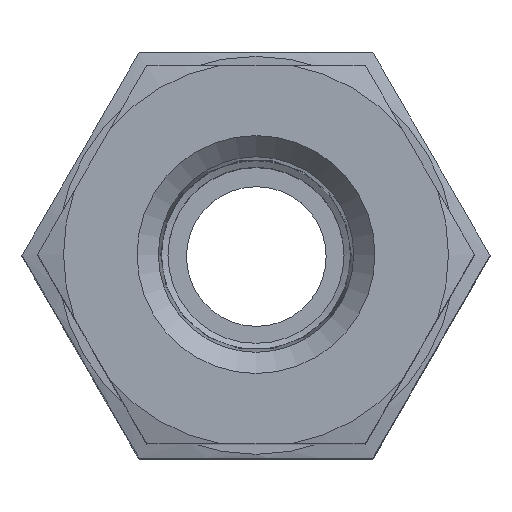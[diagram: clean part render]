
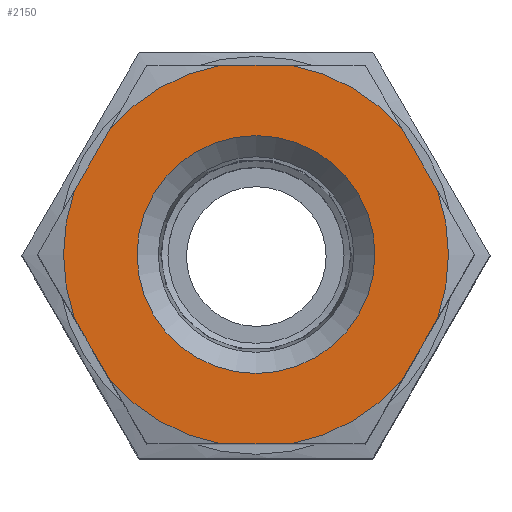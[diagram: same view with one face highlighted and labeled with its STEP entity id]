
A CAD part, top view. The second image highlights one B-rep face of the part: STEP entity #2150.
In plain terms, the highlighted planar face has unit normal (0, 0, 1).
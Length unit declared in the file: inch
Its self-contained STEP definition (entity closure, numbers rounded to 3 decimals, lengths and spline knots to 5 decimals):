
#1225=CARTESIAN_POINT('',(0.275,0.,1.13));
#1226=VERTEX_POINT('',#1225);
#1227=CARTESIAN_POINT('',(0.0,0.0,1.13));
#1228=DIRECTION('',(0.0,0.0,-1.0));
#1229=DIRECTION('',(-1.0,0.0,0.0));
#1230=AXIS2_PLACEMENT_3D('',#1227,#1228,#1229);
#1231=CIRCLE('',#1230,0.275);
#1232=EDGE_CURVE('',#1226,#1226,#1231,.T.);
#1659=CARTESIAN_POINT('',(-0.33821,-0.28921,1.13));
#1660=VERTEX_POINT('',#1659);
#1674=CARTESIAN_POINT('',(-0.41956,-0.14829,1.13));
#1675=VERTEX_POINT('',#1674);
#1676=CARTESIAN_POINT('',(-0.33821,-0.28921,1.13));
#1677=DIRECTION('',(-0.5,0.866,0.0));
#1678=VECTOR('',#1677,0.16271);
#1679=LINE('',#1676,#1678);
#1680=EDGE_CURVE('',#1660,#1675,#1679,.T.);
#1720=CARTESIAN_POINT('',(-0.41956,0.14829,1.13));
#1721=VERTEX_POINT('',#1720);
#1735=CARTESIAN_POINT('',(-0.33821,0.28921,1.13));
#1736=VERTEX_POINT('',#1735);
#1737=CARTESIAN_POINT('',(-0.41956,0.14829,1.13));
#1738=DIRECTION('',(0.5,0.866,0.0));
#1739=VECTOR('',#1738,0.16271);
#1740=LINE('',#1737,#1739);
#1741=EDGE_CURVE('',#1721,#1736,#1740,.T.);
#1781=CARTESIAN_POINT('',(-0.08136,0.4375,1.13));
#1782=VERTEX_POINT('',#1781);
#1796=CARTESIAN_POINT('',(0.08136,0.4375,1.13));
#1797=VERTEX_POINT('',#1796);
#1798=CARTESIAN_POINT('',(-0.08136,0.4375,1.13));
#1799=DIRECTION('',(1.0,0.0,0.0));
#1800=VECTOR('',#1799,0.16271);
#1801=LINE('',#1798,#1800);
#1802=EDGE_CURVE('',#1782,#1797,#1801,.T.);
#1856=CARTESIAN_POINT('',(0.41956,-0.14829,1.13));
#1857=VERTEX_POINT('',#1856);
#1871=CARTESIAN_POINT('',(0.33821,-0.28921,1.13));
#1872=VERTEX_POINT('',#1871);
#1873=CARTESIAN_POINT('',(0.41956,-0.14829,1.13));
#1874=DIRECTION('',(-0.5,-0.866,0.0));
#1875=VECTOR('',#1874,0.16271);
#1876=LINE('',#1873,#1875);
#1877=EDGE_CURVE('',#1857,#1872,#1876,.T.);
#1951=CARTESIAN_POINT('',(0.33821,0.28921,1.13));
#1952=VERTEX_POINT('',#1951);
#1966=CARTESIAN_POINT('',(0.41956,0.14829,1.13));
#1967=VERTEX_POINT('',#1966);
#1968=CARTESIAN_POINT('',(0.33821,0.28921,1.13));
#1969=DIRECTION('',(0.5,-0.866,0.0));
#1970=VECTOR('',#1969,0.16271);
#1971=LINE('',#1968,#1970);
#1972=EDGE_CURVE('',#1952,#1967,#1971,.T.);
#1999=CARTESIAN_POINT('',(0.08136,-0.4375,1.13));
#2000=VERTEX_POINT('',#1999);
#2001=CARTESIAN_POINT('',(0.0,0.0,1.13));
#2002=DIRECTION('',(0.0,0.0,1.0));
#2003=DIRECTION('',(-1.0,0.0,0.0));
#2004=AXIS2_PLACEMENT_3D('',#2001,#2002,#2003);
#2005=CIRCLE('',#2004,0.445);
#2006=EDGE_CURVE('',#2000,#1872,#2005,.T.);
#2031=CARTESIAN_POINT('',(0.0,0.0,1.13));
#2032=DIRECTION('',(0.0,0.0,1.0));
#2033=DIRECTION('',(-1.0,0.0,0.0));
#2034=AXIS2_PLACEMENT_3D('',#2031,#2032,#2033);
#2035=CIRCLE('',#2034,0.445);
#2036=EDGE_CURVE('',#1857,#1967,#2035,.T.);
#2048=CARTESIAN_POINT('',(0.0,0.0,1.13));
#2049=DIRECTION('',(0.0,0.0,1.0));
#2050=DIRECTION('',(-1.0,0.0,0.0));
#2051=AXIS2_PLACEMENT_3D('',#2048,#2049,#2050);
#2052=CIRCLE('',#2051,0.445);
#2053=EDGE_CURVE('',#1952,#1797,#2052,.T.);
#2065=CARTESIAN_POINT('',(0.0,0.0,1.13));
#2066=DIRECTION('',(0.0,0.0,1.0));
#2067=DIRECTION('',(-1.0,0.0,0.0));
#2068=AXIS2_PLACEMENT_3D('',#2065,#2066,#2067);
#2069=CIRCLE('',#2068,0.445);
#2070=EDGE_CURVE('',#1782,#1736,#2069,.T.);
#2082=CARTESIAN_POINT('',(0.0,0.0,1.13));
#2083=DIRECTION('',(0.0,0.0,1.0));
#2084=DIRECTION('',(-1.0,0.0,0.0));
#2085=AXIS2_PLACEMENT_3D('',#2082,#2083,#2084);
#2086=CIRCLE('',#2085,0.445);
#2087=EDGE_CURVE('',#1721,#1675,#2086,.T.);
#2098=CARTESIAN_POINT('',(-0.08136,-0.4375,1.13));
#2099=VERTEX_POINT('',#2098);
#2113=CARTESIAN_POINT('',(0.0,0.0,1.13));
#2114=DIRECTION('',(0.0,0.0,1.0));
#2115=DIRECTION('',(-1.0,0.0,0.0));
#2116=AXIS2_PLACEMENT_3D('',#2113,#2114,#2115);
#2117=CIRCLE('',#2116,0.445);
#2118=EDGE_CURVE('',#1660,#2099,#2117,.T.);
#2123=CARTESIAN_POINT('',(0.,0.,1.13));
#2124=DIRECTION('',(0.0,0.0,1.0));
#2125=DIRECTION('',(1.0,0.0,0.0));
#2126=AXIS2_PLACEMENT_3D('',#2123,#2124,#2125);
#2127=PLANE('',#2126);
#2128=ORIENTED_EDGE('',*,*,#2118,.T.);
#2129=CARTESIAN_POINT('',(0.08136,-0.4375,1.13));
#2130=DIRECTION('',(-1.0,0.0,0.0));
#2131=VECTOR('',#2130,0.16271);
#2132=LINE('',#2129,#2131);
#2133=EDGE_CURVE('',#2000,#2099,#2132,.T.);
#2134=ORIENTED_EDGE('',*,*,#2133,.F.);
#2135=ORIENTED_EDGE('',*,*,#2006,.T.);
#2136=ORIENTED_EDGE('',*,*,#1877,.F.);
#2137=ORIENTED_EDGE('',*,*,#2036,.T.);
#2138=ORIENTED_EDGE('',*,*,#1972,.F.);
#2139=ORIENTED_EDGE('',*,*,#2053,.T.);
#2140=ORIENTED_EDGE('',*,*,#1802,.F.);
#2141=ORIENTED_EDGE('',*,*,#2070,.T.);
#2142=ORIENTED_EDGE('',*,*,#1741,.F.);
#2143=ORIENTED_EDGE('',*,*,#2087,.T.);
#2144=ORIENTED_EDGE('',*,*,#1680,.F.);
#2145=EDGE_LOOP('',(#2128,#2134,#2135,#2136,#2137,#2138,#2139,#2140,#2141,#2142,#2143,#2144));
#2146=FACE_OUTER_BOUND('',#2145,.T.);
#2147=ORIENTED_EDGE('',*,*,#1232,.T.);
#2148=EDGE_LOOP('',(#2147));
#2149=FACE_BOUND('',#2148,.T.);
#2150=ADVANCED_FACE('',(#2146,#2149),#2127,.T.);
